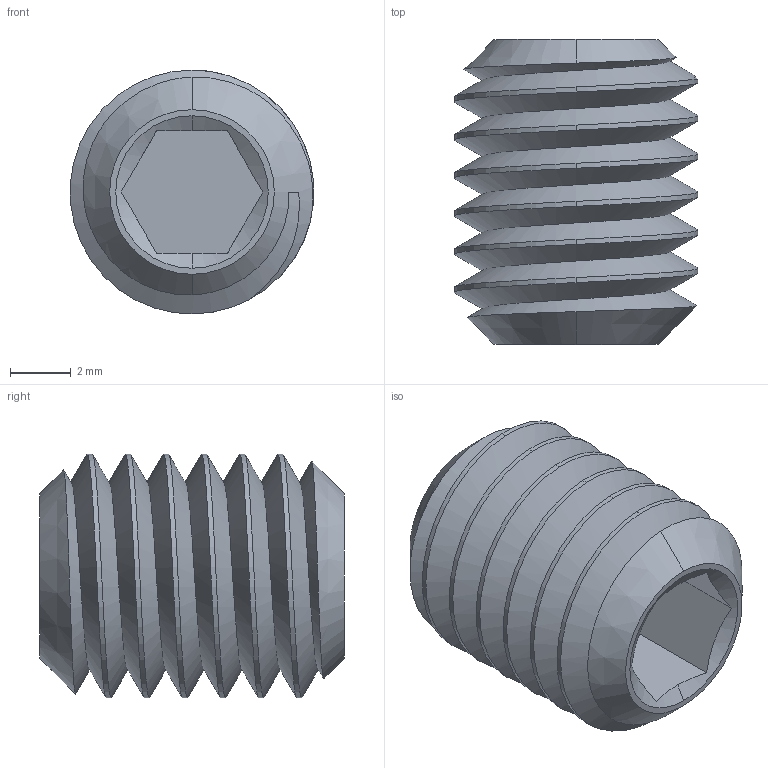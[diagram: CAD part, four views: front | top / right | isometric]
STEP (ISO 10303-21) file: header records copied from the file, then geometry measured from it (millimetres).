
FILE_DESCRIPTION (( 'STEP AP203' ), '1' );
FILE_NAME ('101.04.08_D_3D-Zeichnung.STEP', '2024-03-19T14:28:03', ( '' ), ( '' ), 'SwSTEP 2.0', 'SolidWorks 2023', '' );
FILE_SCHEMA (( 'CONFIG_CONTROL_DESIGN' ));
Length unit declared in the file: metre
Products named in the file (3): 403.04.08_D_3D-Zeichnung.STEP; 101.04.08_D_3D-Zeichnung; ___T8_M8x1.25_10L.STEP
Assembly tree (2 placements, depth 3):
  101.04.08_D_3D-Zeichnung
    403.04.08_D_3D-Zeichnung.STEP
      ___T8_M8x1.25_10L.STEP
Bounding box: 7.98 x 10 x 8 mm (x, y, z)
Volume: 314.6 mm3; surface area: 509.5 mm2
Topology: 1 solids, 1 shells, 34 faces, 93 edges, 61 vertices
Faces by surface type: cylinder 13, plane 10, cone 9, bspline 2
Entity records: 3019 total; most frequent: CARTESIAN_POINT 1974, ORIENTED_EDGE 182, DIRECTION 132, EDGE_CURVE 91, VERTEX_POINT 61, AXIS2_PLACEMENT_3D 48, EDGE_LOOP 36, VECTOR 36
